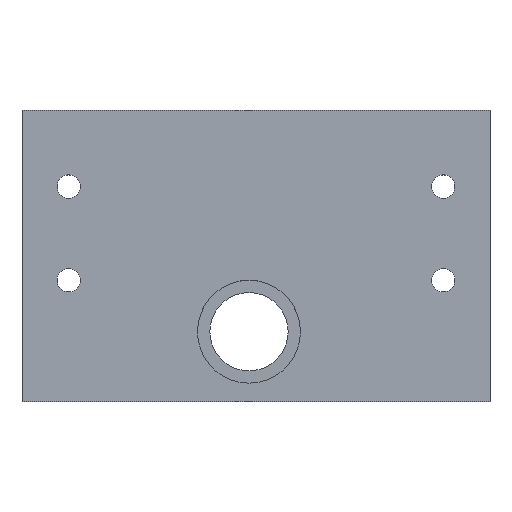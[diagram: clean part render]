
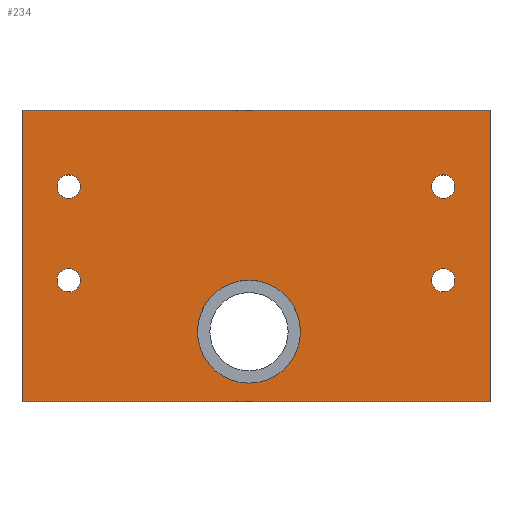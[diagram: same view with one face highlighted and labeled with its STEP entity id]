
A CAD part, top view. The second image highlights one B-rep face of the part: STEP entity #234.
In plain terms, the highlighted planar face has unit normal (0, 0, 1).
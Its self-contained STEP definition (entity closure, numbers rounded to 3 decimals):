
#21=FACE_BOUND('',#58,.T.);
#22=FACE_BOUND('',#59,.T.);
#23=FACE_BOUND('',#60,.T.);
#24=FACE_BOUND('',#61,.T.);
#25=FACE_BOUND('',#62,.T.);
#32=CIRCLE('',#262,11.);
#33=CIRCLE('',#263,2.5);
#34=CIRCLE('',#264,2.5);
#35=CIRCLE('',#265,2.5);
#36=CIRCLE('',#266,2.5);
#44=FACE_OUTER_BOUND('',#57,.T.);
#57=EDGE_LOOP('',(#167,#168,#169,#170));
#58=EDGE_LOOP('',(#171));
#59=EDGE_LOOP('',(#172));
#60=EDGE_LOOP('',(#173));
#61=EDGE_LOOP('',(#174));
#62=EDGE_LOOP('',(#175));
#81=LINE('',#360,#99);
#82=LINE('',#362,#100);
#83=LINE('',#364,#101);
#84=LINE('',#365,#102);
#99=VECTOR('',#290,10.);
#100=VECTOR('',#291,10.);
#101=VECTOR('',#292,10.);
#102=VECTOR('',#293,10.);
#117=VERTEX_POINT('',#358);
#118=VERTEX_POINT('',#359);
#119=VERTEX_POINT('',#361);
#120=VERTEX_POINT('',#363);
#121=VERTEX_POINT('',#366);
#122=VERTEX_POINT('',#368);
#123=VERTEX_POINT('',#370);
#124=VERTEX_POINT('',#372);
#125=VERTEX_POINT('',#374);
#137=EDGE_CURVE('',#117,#118,#81,.T.);
#138=EDGE_CURVE('',#119,#117,#82,.T.);
#139=EDGE_CURVE('',#119,#120,#83,.T.);
#140=EDGE_CURVE('',#120,#118,#84,.T.);
#141=EDGE_CURVE('',#121,#121,#32,.T.);
#142=EDGE_CURVE('',#122,#122,#33,.F.);
#143=EDGE_CURVE('',#123,#123,#34,.F.);
#144=EDGE_CURVE('',#124,#124,#35,.F.);
#145=EDGE_CURVE('',#125,#125,#36,.F.);
#167=ORIENTED_EDGE('',*,*,#137,.F.);
#168=ORIENTED_EDGE('',*,*,#138,.F.);
#169=ORIENTED_EDGE('',*,*,#139,.T.);
#170=ORIENTED_EDGE('',*,*,#140,.T.);
#171=ORIENTED_EDGE('',*,*,#141,.T.);
#172=ORIENTED_EDGE('',*,*,#142,.T.);
#173=ORIENTED_EDGE('',*,*,#143,.T.);
#174=ORIENTED_EDGE('',*,*,#144,.T.);
#175=ORIENTED_EDGE('',*,*,#145,.T.);
#227=PLANE('',#261);
#234=ADVANCED_FACE('',(#44,#21,#22,#23,#24,#25),#227,.T.);
#261=AXIS2_PLACEMENT_3D('',#357,#288,#289);
#262=AXIS2_PLACEMENT_3D('',#367,#294,#295);
#263=AXIS2_PLACEMENT_3D('',#369,#296,#297);
#264=AXIS2_PLACEMENT_3D('',#371,#298,#299);
#265=AXIS2_PLACEMENT_3D('',#373,#300,#301);
#266=AXIS2_PLACEMENT_3D('',#375,#302,#303);
#288=DIRECTION('center_axis',(0.,0.,1.));
#289=DIRECTION('ref_axis',(1.,0.,0.));
#290=DIRECTION('',(-1.,0.,0.));
#291=DIRECTION('',(0.,-1.,0.));
#292=DIRECTION('',(-1.,0.,0.));
#293=DIRECTION('',(0.,-1.,0.));
#294=DIRECTION('center_axis',(0.,0.,-1.));
#295=DIRECTION('ref_axis',(-1.,0.,0.));
#296=DIRECTION('center_axis',(0.,0.,1.));
#297=DIRECTION('ref_axis',(1.,0.,0.));
#298=DIRECTION('center_axis',(0.,0.,1.));
#299=DIRECTION('ref_axis',(1.,0.,0.));
#300=DIRECTION('center_axis',(0.,0.,1.));
#301=DIRECTION('ref_axis',(1.,0.,0.));
#302=DIRECTION('center_axis',(0.,0.,1.));
#303=DIRECTION('ref_axis',(1.,0.,0.));
#357=CARTESIAN_POINT('Origin',(48.5,-21.825,6.35));
#358=CARTESIAN_POINT('',(100.,-56.,6.35));
#359=CARTESIAN_POINT('',(0.,-56.,6.35));
#360=CARTESIAN_POINT('',(100.,-56.,6.35));
#361=CARTESIAN_POINT('',(100.,6.35,6.35));
#362=CARTESIAN_POINT('',(100.,-50.,6.35));
#363=CARTESIAN_POINT('',(0.,6.35,6.35));
#364=CARTESIAN_POINT('',(100.,6.35,6.35));
#365=CARTESIAN_POINT('',(0.,6.35,6.35));
#366=CARTESIAN_POINT('',(59.5,-41.,6.35));
#367=CARTESIAN_POINT('Origin',(48.5,-41.,6.35));
#368=CARTESIAN_POINT('',(87.5,-10.,6.35));
#369=CARTESIAN_POINT('Origin',(90.,-10.,6.35));
#370=CARTESIAN_POINT('',(87.5,-30.,6.35));
#371=CARTESIAN_POINT('Origin',(90.,-30.,6.35));
#372=CARTESIAN_POINT('',(7.5,-30.,6.35));
#373=CARTESIAN_POINT('Origin',(10.,-30.,6.35));
#374=CARTESIAN_POINT('',(7.5,-10.,6.35));
#375=CARTESIAN_POINT('Origin',(10.,-10.,6.35));
